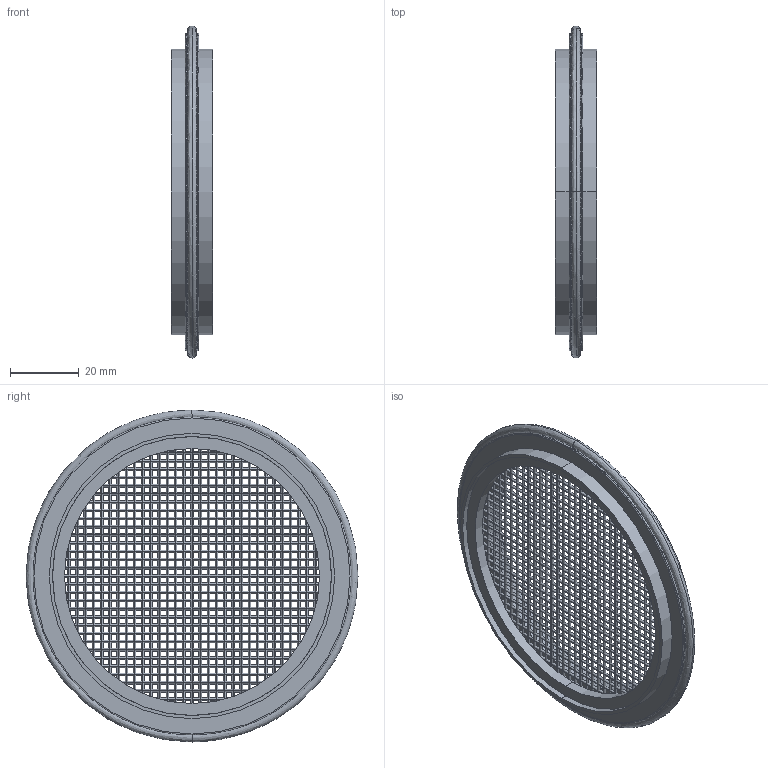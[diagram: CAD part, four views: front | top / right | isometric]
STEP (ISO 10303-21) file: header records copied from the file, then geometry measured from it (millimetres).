
FILE_DESCRIPTION( (''), '2;1');
FILE_NAME ('CAD708.5404.VP2080-M_8480.stp','2017-05-11T11:35:11',(''),(''),'spGate 12.6.6','','');
FILE_SCHEMA (('AUTOMOTIVE_DESIGN'));
Length unit declared in the file: millimetre
Products named in the file (20): Assembly; VP2080-1; VP2080-2; 1-2,2-2; 3-2; 4-2; 5-2; 6-2; 7-2; 8-2; 9-2; 10-2; 11-2; 12-2; 13-2; 14-2; 15-2; 16-2; 17-2; VP2080-23
Assembly tree (69 placements, depth 2):
  Assembly
    VP2080-1
    VP2080-2
    1-2,2-2  x6
    3-2  x4
    4-2  x4
    5-2  x4
    6-2  x4
    7-2  x4
    8-2  x4
    9-2  x4
    10-2  x4
    11-2  x4
    12-2  x4
    13-2  x4
    14-2  x4
    15-2  x4
    16-2  x4
    17-2  x4
    VP2080-23
Bounding box: 12 x 96.33 x 96.33 mm (x, y, z)
Volume: 18022.4 mm3; surface area: 27396 mm2
Topology: 69 solids, 69 shells, 297 faces, 462 edges, 304 vertices
Faces by surface type: cylinder 148, plane 139, bspline 10
Entity records: 4974 total; most frequent: CARTESIAN_POINT 783, DIRECTION 546, ORIENTED_EDGE 324, COLOUR_RGB 278, PRESENTATION_STYLE_ASSIGNMENT 278, STYLED_ITEM 278, AXIS2_PLACEMENT_3D 273, EDGE_CURVE 162
